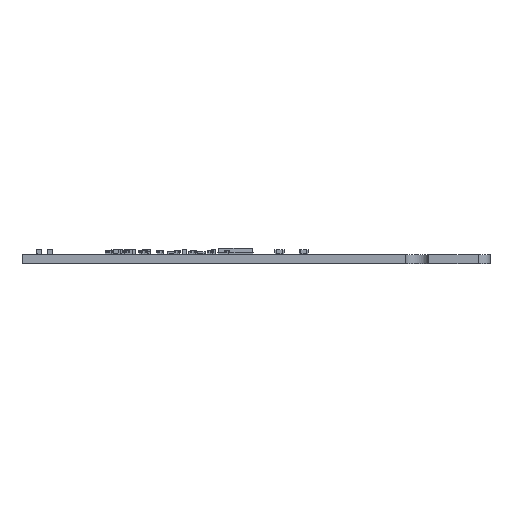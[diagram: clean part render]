
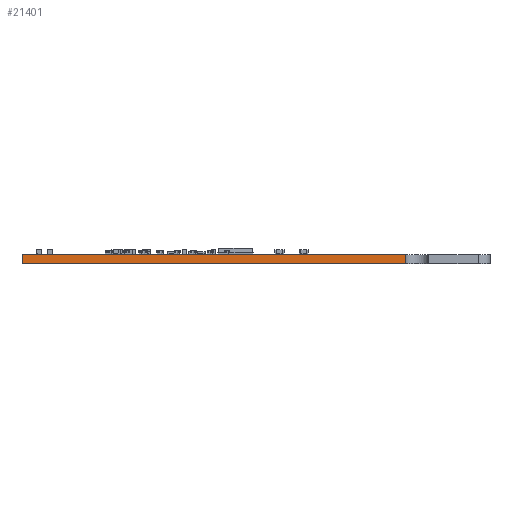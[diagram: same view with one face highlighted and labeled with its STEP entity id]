
A CAD part, left-side view. The second image highlights one B-rep face of the part: STEP entity #21401.
In plain terms, the highlighted planar face has unit normal (-1, 0, 0).
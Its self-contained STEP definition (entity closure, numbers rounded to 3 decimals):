
#13047 = PLANE('',#13048);
#13048 = AXIS2_PLACEMENT_3D('',#13049,#13050,#13051);
#13049 = CARTESIAN_POINT('',(127.617,-78.975,1.6));
#13050 = DIRECTION('',(0.,0.,-1.));
#13051 = DIRECTION('',(-1.,0.,0.));
#13101 = PLANE('',#13102);
#13102 = AXIS2_PLACEMENT_3D('',#13103,#13104,#13105);
#13103 = CARTESIAN_POINT('',(127.617,-78.975,0.));
#13104 = DIRECTION('',(0.,0.,-1.));
#13105 = DIRECTION('',(-1.,0.,0.));
#13314 = VERTEX_POINT('',#13315);
#13315 = CARTESIAN_POINT('',(62.23,-104.394,0.));
#13334 = CYLINDRICAL_SURFACE('',#13335,2.032);
#13335 = AXIS2_PLACEMENT_3D('',#13336,#13337,#13338);
#13336 = CARTESIAN_POINT('',(62.23,-106.426,0.));
#13337 = DIRECTION('',(0.,0.,-1.));
#13338 = DIRECTION('',(1.,0.,0.));
#13346 = EDGE_CURVE('',#13314,#13347,#13349,.T.);
#13347 = VERTEX_POINT('',#13348);
#13348 = CARTESIAN_POINT('',(62.23,-37.846,0.));
#13349 = SURFACE_CURVE('',#13350,(#13354,#13361),.PCURVE_S1.);
#13350 = LINE('',#13351,#13352);
#13351 = CARTESIAN_POINT('',(62.23,-104.394,0.));
#13352 = VECTOR('',#13353,1.);
#13353 = DIRECTION('',(0.,1.,0.));
#13354 = PCURVE('',#13101,#13355);
#13355 = DEFINITIONAL_REPRESENTATION('',(#13356),#13360);
#13356 = LINE('',#13357,#13358);
#13357 = CARTESIAN_POINT('',(65.387,-25.419));
#13358 = VECTOR('',#13359,1.);
#13359 = DIRECTION('',(0.,1.));
#13360 = ( GEOMETRIC_REPRESENTATION_CONTEXT(2) 
PARAMETRIC_REPRESENTATION_CONTEXT() REPRESENTATION_CONTEXT('2D SPACE',''
  ) );
#13361 = PCURVE('',#13362,#13367);
#13362 = PLANE('',#13363);
#13363 = AXIS2_PLACEMENT_3D('',#13364,#13365,#13366);
#13364 = CARTESIAN_POINT('',(62.23,-104.394,0.));
#13365 = DIRECTION('',(-1.,0.,0.));
#13366 = DIRECTION('',(0.,1.,0.));
#13367 = DEFINITIONAL_REPRESENTATION('',(#13368),#13372);
#13368 = LINE('',#13369,#13370);
#13369 = CARTESIAN_POINT('',(0.,0.));
#13370 = VECTOR('',#13371,1.);
#13371 = DIRECTION('',(1.,0.));
#13372 = ( GEOMETRIC_REPRESENTATION_CONTEXT(2) 
PARAMETRIC_REPRESENTATION_CONTEXT() REPRESENTATION_CONTEXT('2D SPACE',''
  ) );
#13390 = PLANE('',#13391);
#13391 = AXIS2_PLACEMENT_3D('',#13392,#13393,#13394);
#13392 = CARTESIAN_POINT('',(62.23,-37.846,0.));
#13393 = DIRECTION('',(0.,1.,0.));
#13394 = DIRECTION('',(1.,0.,0.));
#17615 = VERTEX_POINT('',#17616);
#17616 = CARTESIAN_POINT('',(62.23,-104.394,1.6));
#17642 = EDGE_CURVE('',#17615,#17643,#17645,.T.);
#17643 = VERTEX_POINT('',#17644);
#17644 = CARTESIAN_POINT('',(62.23,-37.846,1.6));
#17645 = SURFACE_CURVE('',#17646,(#17650,#17657),.PCURVE_S1.);
#17646 = LINE('',#17647,#17648);
#17647 = CARTESIAN_POINT('',(62.23,-104.394,1.6));
#17648 = VECTOR('',#17649,1.);
#17649 = DIRECTION('',(0.,1.,0.));
#17650 = PCURVE('',#13047,#17651);
#17651 = DEFINITIONAL_REPRESENTATION('',(#17652),#17656);
#17652 = LINE('',#17653,#17654);
#17653 = CARTESIAN_POINT('',(65.387,-25.419));
#17654 = VECTOR('',#17655,1.);
#17655 = DIRECTION('',(0.,1.));
#17656 = ( GEOMETRIC_REPRESENTATION_CONTEXT(2) 
PARAMETRIC_REPRESENTATION_CONTEXT() REPRESENTATION_CONTEXT('2D SPACE',''
  ) );
#17657 = PCURVE('',#13362,#17658);
#17658 = DEFINITIONAL_REPRESENTATION('',(#17659),#17663);
#17659 = LINE('',#17660,#17661);
#17660 = CARTESIAN_POINT('',(0.,-1.6));
#17661 = VECTOR('',#17662,1.);
#17662 = DIRECTION('',(1.,0.));
#17663 = ( GEOMETRIC_REPRESENTATION_CONTEXT(2) 
PARAMETRIC_REPRESENTATION_CONTEXT() REPRESENTATION_CONTEXT('2D SPACE',''
  ) );
#21353 = EDGE_CURVE('',#13314,#17615,#21354,.T.);
#21354 = SURFACE_CURVE('',#21355,(#21359,#21366),.PCURVE_S1.);
#21355 = LINE('',#21356,#21357);
#21356 = CARTESIAN_POINT('',(62.23,-104.394,0.));
#21357 = VECTOR('',#21358,1.);
#21358 = DIRECTION('',(0.,0.,1.));
#21359 = PCURVE('',#13334,#21360);
#21360 = DEFINITIONAL_REPRESENTATION('',(#21361),#21365);
#21361 = LINE('',#21362,#21363);
#21362 = CARTESIAN_POINT('',(-7.854,0.));
#21363 = VECTOR('',#21364,1.);
#21364 = DIRECTION('',(0.,-1.));
#21365 = ( GEOMETRIC_REPRESENTATION_CONTEXT(2) 
PARAMETRIC_REPRESENTATION_CONTEXT() REPRESENTATION_CONTEXT('2D SPACE',''
  ) );
#21366 = PCURVE('',#13362,#21367);
#21367 = DEFINITIONAL_REPRESENTATION('',(#21368),#21372);
#21368 = LINE('',#21369,#21370);
#21369 = CARTESIAN_POINT('',(0.,0.));
#21370 = VECTOR('',#21371,1.);
#21371 = DIRECTION('',(0.,-1.));
#21372 = ( GEOMETRIC_REPRESENTATION_CONTEXT(2) 
PARAMETRIC_REPRESENTATION_CONTEXT() REPRESENTATION_CONTEXT('2D SPACE',''
  ) );
#21401 = ADVANCED_FACE('',(#21402),#13362,.T.);
#21402 = FACE_BOUND('',#21403,.T.);
#21403 = EDGE_LOOP('',(#21404,#21405,#21406,#21427));
#21404 = ORIENTED_EDGE('',*,*,#21353,.T.);
#21405 = ORIENTED_EDGE('',*,*,#17642,.T.);
#21406 = ORIENTED_EDGE('',*,*,#21407,.F.);
#21407 = EDGE_CURVE('',#13347,#17643,#21408,.T.);
#21408 = SURFACE_CURVE('',#21409,(#21413,#21420),.PCURVE_S1.);
#21409 = LINE('',#21410,#21411);
#21410 = CARTESIAN_POINT('',(62.23,-37.846,0.));
#21411 = VECTOR('',#21412,1.);
#21412 = DIRECTION('',(0.,0.,1.));
#21413 = PCURVE('',#13362,#21414);
#21414 = DEFINITIONAL_REPRESENTATION('',(#21415),#21419);
#21415 = LINE('',#21416,#21417);
#21416 = CARTESIAN_POINT('',(66.548,0.));
#21417 = VECTOR('',#21418,1.);
#21418 = DIRECTION('',(0.,-1.));
#21419 = ( GEOMETRIC_REPRESENTATION_CONTEXT(2) 
PARAMETRIC_REPRESENTATION_CONTEXT() REPRESENTATION_CONTEXT('2D SPACE',''
  ) );
#21420 = PCURVE('',#13390,#21421);
#21421 = DEFINITIONAL_REPRESENTATION('',(#21422),#21426);
#21422 = LINE('',#21423,#21424);
#21423 = CARTESIAN_POINT('',(0.,0.));
#21424 = VECTOR('',#21425,1.);
#21425 = DIRECTION('',(0.,-1.));
#21426 = ( GEOMETRIC_REPRESENTATION_CONTEXT(2) 
PARAMETRIC_REPRESENTATION_CONTEXT() REPRESENTATION_CONTEXT('2D SPACE',''
  ) );
#21427 = ORIENTED_EDGE('',*,*,#13346,.F.);
